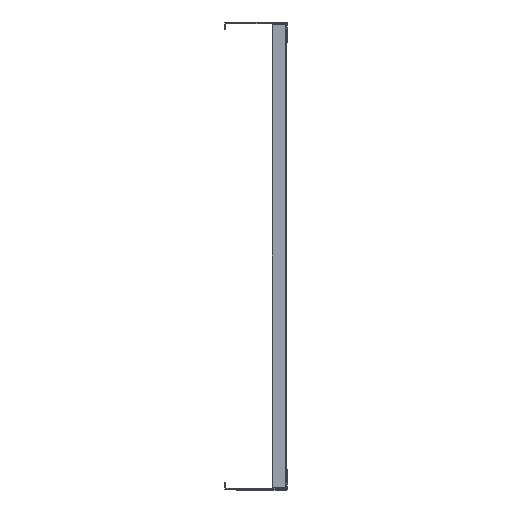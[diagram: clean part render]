
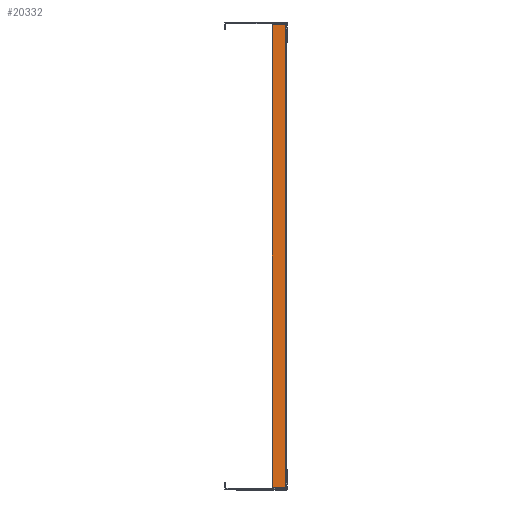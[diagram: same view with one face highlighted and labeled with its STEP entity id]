
A CAD part, left-side view. The second image highlights one B-rep face of the part: STEP entity #20332.
In plain terms, the highlighted planar face has unit normal (-1, 0, 0).
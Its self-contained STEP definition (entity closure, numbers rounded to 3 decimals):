
#943 = ORIENTED_EDGE ( 'NONE', *, *, #51637, .T. ) ;
#1741 = CARTESIAN_POINT ( 'NONE',  ( -1653.776, 158.597, 11.4 ) ) ;
#2152 = CARTESIAN_POINT ( 'NONE',  ( -1653.776, 176.497, 8.9 ) ) ;
#2886 = EDGE_LOOP ( 'NONE', ( #3136, #51918, #56668, #943, #6187, #49417, #31725, #11146 ) ) ;
#3136 = ORIENTED_EDGE ( 'NONE', *, *, #7325, .F. ) ;
#3704 = LINE ( 'NONE', #1741, #49419 ) ;
#3872 = AXIS2_PLACEMENT_3D ( 'NONE', #45688, #12731, #51255 ) ;
#4396 = VERTEX_POINT ( 'NONE', #59545 ) ;
#6061 = VECTOR ( 'NONE', #20404, 1000. ) ;
#6187 = ORIENTED_EDGE ( 'NONE', *, *, #42272, .T. ) ;
#7003 = LINE ( 'NONE', #59457, #28587 ) ;
#7034 = LINE ( 'NONE', #2152, #47531 ) ;
#7240 = CARTESIAN_POINT ( 'NONE',  ( -1653.776, 158.597, 8.9 ) ) ;
#7325 = EDGE_CURVE ( 'NONE', #4396, #66930, #22511, .T. ) ;
#7758 = EDGE_CURVE ( 'NONE', #62957, #18377, #7003, .T. ) ;
#7945 = VECTOR ( 'NONE', #55557, 1000. ) ;
#9275 = CARTESIAN_POINT ( 'NONE',  ( -1653.776, 158.597, -13.6 ) ) ;
#10077 = VECTOR ( 'NONE', #69991, 1000. ) ;
#10491 = VECTOR ( 'NONE', #57412, 1000. ) ;
#11146 = ORIENTED_EDGE ( 'NONE', *, *, #42508, .T. ) ;
#11524 = CARTESIAN_POINT ( 'NONE',  ( -1653.776, 176.497, -586.1 ) ) ;
#11715 = DIRECTION ( 'NONE',  ( 0., 1., 0. ) ) ;
#12731 = DIRECTION ( 'NONE',  ( 1., 0., 0. ) ) ;
#12815 = EDGE_CURVE ( 'NONE', #29611, #62957, #44328, .T. ) ;
#13179 = CARTESIAN_POINT ( 'NONE',  ( -1653.776, 158.497, -588.221 ) ) ;
#13274 = DIRECTION ( 'NONE',  ( 0., -1., 0. ) ) ;
#18377 = VERTEX_POINT ( 'NONE', #70320 ) ;
#20332 = ADVANCED_FACE ( 'NONE', ( #66665 ), #34659, .F. ) ;
#20404 = DIRECTION ( 'NONE',  ( 0., -1., 0. ) ) ;
#22511 = LINE ( 'NONE', #9275, #6061 ) ;
#28206 = LINE ( 'NONE', #64437, #10077 ) ;
#28587 = VECTOR ( 'NONE', #37461, 1000. ) ;
#29611 = VERTEX_POINT ( 'NONE', #64797 ) ;
#31725 = ORIENTED_EDGE ( 'NONE', *, *, #12815, .F. ) ;
#34659 = PLANE ( 'NONE',  #3872 ) ;
#35574 = LINE ( 'NONE', #11524, #7945 ) ;
#37461 = DIRECTION ( 'NONE',  ( 0., 0., -1. ) ) ;
#38107 = LINE ( 'NONE', #13179, #10491 ) ;
#39377 = VERTEX_POINT ( 'NONE', #66146 ) ;
#41865 = EDGE_CURVE ( 'NONE', #61883, #56480, #7034, .T. ) ;
#42272 = EDGE_CURVE ( 'NONE', #39377, #18377, #35574, .T. ) ;
#42508 = EDGE_CURVE ( 'NONE', #29611, #66930, #38107, .T. ) ;
#44328 = LINE ( 'NONE', #44655, #60659 ) ;
#44567 = CARTESIAN_POINT ( 'NONE',  ( -1653.776, 158.597, -563.6 ) ) ;
#44655 = CARTESIAN_POINT ( 'NONE',  ( -1653.776, 158.597, -563.6 ) ) ;
#45688 = CARTESIAN_POINT ( 'NONE',  ( -1653.776, 176.497, 8.9 ) ) ;
#45851 = DIRECTION ( 'NONE',  ( 0., 0., -1. ) ) ;
#47531 = VECTOR ( 'NONE', #13274, 1000. ) ;
#48707 = EDGE_CURVE ( 'NONE', #56480, #4396, #3704, .T. ) ;
#49417 = ORIENTED_EDGE ( 'NONE', *, *, #7758, .F. ) ;
#49419 = VECTOR ( 'NONE', #45851, 1000. ) ;
#51255 = DIRECTION ( 'NONE',  ( 0., 0., -1. ) ) ;
#51637 = EDGE_CURVE ( 'NONE', #61883, #39377, #28206, .T. ) ;
#51918 = ORIENTED_EDGE ( 'NONE', *, *, #48707, .F. ) ;
#55557 = DIRECTION ( 'NONE',  ( 0., -1., 0. ) ) ;
#56480 = VERTEX_POINT ( 'NONE', #7240 ) ;
#56668 = ORIENTED_EDGE ( 'NONE', *, *, #41865, .F. ) ;
#57319 = CARTESIAN_POINT ( 'NONE',  ( -1653.776, 176.497, 8.9 ) ) ;
#57412 = DIRECTION ( 'NONE',  ( 0., 0., 1. ) ) ;
#59457 = CARTESIAN_POINT ( 'NONE',  ( -1653.776, 158.597, -588.6 ) ) ;
#59545 = CARTESIAN_POINT ( 'NONE',  ( -1653.776, 158.597, -13.6 ) ) ;
#60659 = VECTOR ( 'NONE', #11715, 1000. ) ;
#61883 = VERTEX_POINT ( 'NONE', #57319 ) ;
#62957 = VERTEX_POINT ( 'NONE', #44567 ) ;
#64437 = CARTESIAN_POINT ( 'NONE',  ( -1653.776, 176.497, 8.9 ) ) ;
#64797 = CARTESIAN_POINT ( 'NONE',  ( -1653.776, 158.497, -563.6 ) ) ;
#66146 = CARTESIAN_POINT ( 'NONE',  ( -1653.776, 176.497, -586.1 ) ) ;
#66665 = FACE_OUTER_BOUND ( 'NONE', #2886, .T. ) ;
#66930 = VERTEX_POINT ( 'NONE', #68241 ) ;
#68241 = CARTESIAN_POINT ( 'NONE',  ( -1653.776, 158.497, -13.6 ) ) ;
#69991 = DIRECTION ( 'NONE',  ( 0., 0., -1. ) ) ;
#70320 = CARTESIAN_POINT ( 'NONE',  ( -1653.776, 158.597, -586.1 ) ) ;
